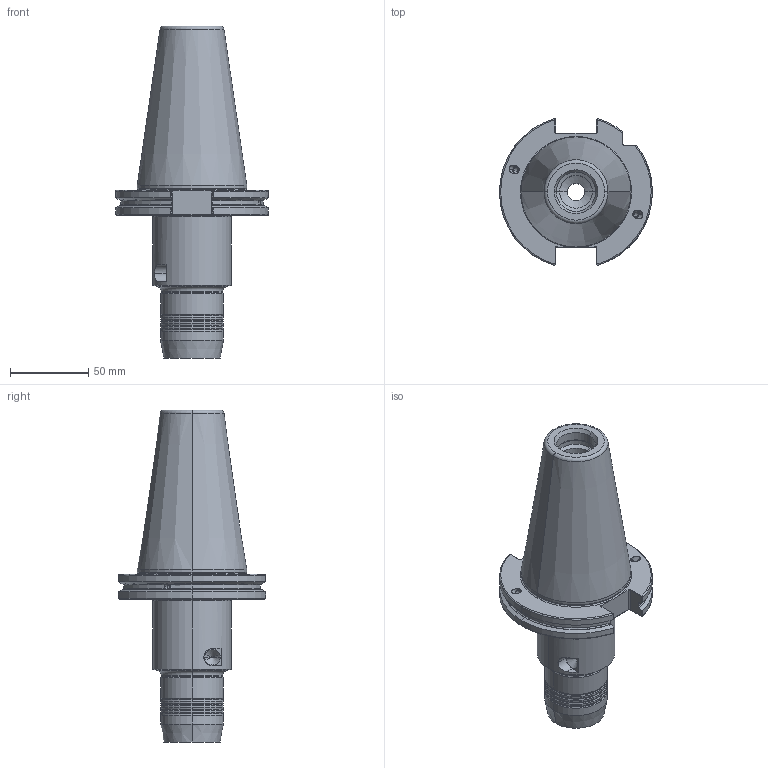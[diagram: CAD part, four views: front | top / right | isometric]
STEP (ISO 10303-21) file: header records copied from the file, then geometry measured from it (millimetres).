
FILE_DESCRIPTION (( 'STEP AP214' ), '1' );
FILE_NAME ('77.502.018 x110_step.STEP', '2022-06-23T07:07:34', ( '' ), ( '' ), 'SwSTEP 2.0', 'SolidWorks 2018', '' );
FILE_SCHEMA (( 'AUTOMOTIVE_DESIGN' ));
Length unit declared in the file: millimetre
Products named in the file (1): 77.502.018 x110_step
Bounding box: 97.45 x 93.7 x 211.6 mm (x, y, z)
Volume: 450129.1 mm3; surface area: 60609.2 mm2
Topology: 1 solids, 1 shells, 222 faces, 547 edges, 324 vertices
Faces by surface type: cylinder 69, torus 50, plane 49, cone 46, bspline 8
Entity records: 8697 total; most frequent: CARTESIAN_POINT 3253, ORIENTED_EDGE 1082, DIRECTION 1079, EDGE_CURVE 541, AXIS2_PLACEMENT_3D 445, VERTEX_POINT 324, EDGE_LOOP 235, CIRCLE 230
